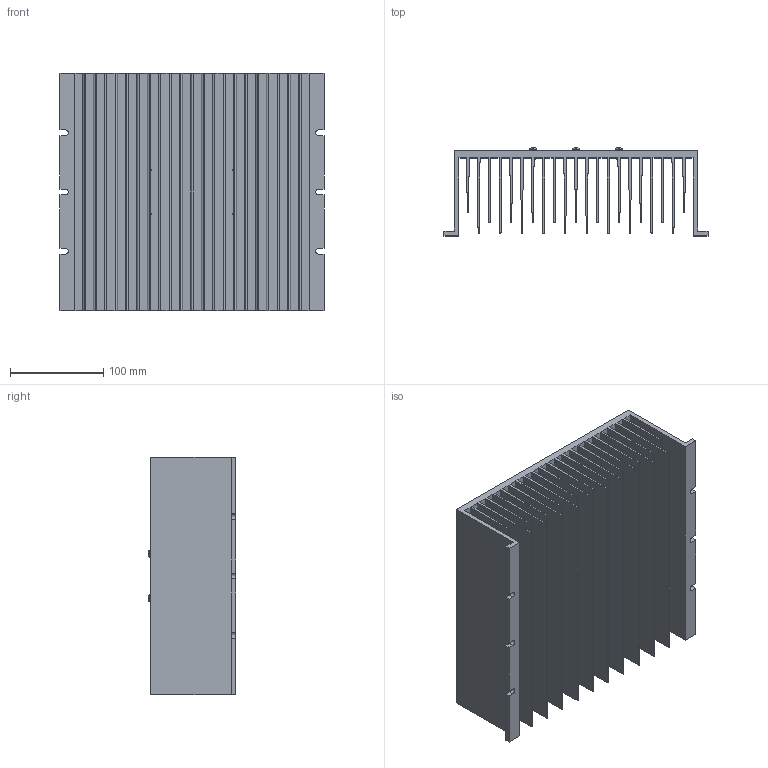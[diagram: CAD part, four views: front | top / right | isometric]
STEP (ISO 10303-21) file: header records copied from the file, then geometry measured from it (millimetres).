
FILE_DESCRIPTION (( 'STEP AP214' ), '1' );
FILE_NAME ('HS023.STEP', '2014-03-10T23:23:29', ( 'cst' ), ( '' ), 'SwSTEP 2.0', 'SolidWorks 2013', '' );
FILE_SCHEMA (( 'AUTOMOTIVE_DESIGN' ));
Length unit declared in the file: inch
Products named in the file (3): 06-508 - A_2; H023; HS023
Assembly tree (7 placements, depth 2):
  HS023
    H023
    06-508 - A_2  x6
Bounding box: 282.96 x 94.23 x 254 mm (x, y, z)
Volume: 1602471.4 mm3; surface area: 1024362.8 mm2
Topology: 7 solids, 7 shells, 354 faces, 1008 edges, 652 vertices
Faces by surface type: plane 221, cylinder 67, cone 54, torus 12
Entity records: 6527 total; most frequent: CARTESIAN_POINT 1321, ORIENTED_EDGE 1112, DIRECTION 1035, EDGE_CURVE 556, LINE 385, VECTOR 385, VERTEX_POINT 367, AXIS2_PLACEMENT_3D 325
